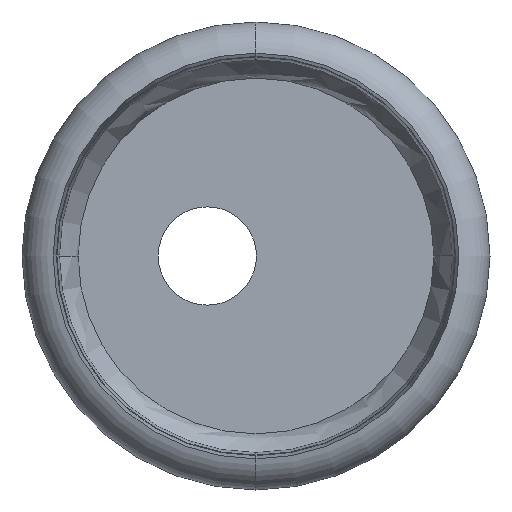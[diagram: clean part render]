
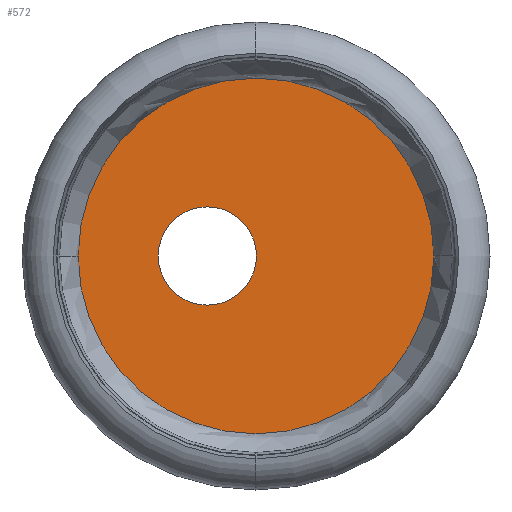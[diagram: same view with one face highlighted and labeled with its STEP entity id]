
A CAD part, left-side view. The second image highlights one B-rep face of the part: STEP entity #572.
In plain terms, the highlighted planar face has unit normal (-1, 0, 0).
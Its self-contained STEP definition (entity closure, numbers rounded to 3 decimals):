
#9 = CARTESIAN_POINT ( 'NONE',  ( -2., 19., 0. ) ) ;
#61 = CARTESIAN_POINT ( 'NONE',  ( -2., 5.2, 0. ) ) ;
#81 = AXIS2_PLACEMENT_3D ( 'NONE', #61, #1158, #948 ) ;
#103 = ORIENTED_EDGE ( 'NONE', *, *, #732, .F. ) ;
#124 = DIRECTION ( 'NONE',  ( 0., 0., 1. ) ) ;
#182 = PLANE ( 'NONE',  #683 ) ;
#218 = ORIENTED_EDGE ( 'NONE', *, *, #585, .F. ) ;
#240 = CARTESIAN_POINT ( 'NONE',  ( -2., 5.2, 0. ) ) ;
#251 = AXIS2_PLACEMENT_3D ( 'NONE', #857, #656, #557 ) ;
#279 = AXIS2_PLACEMENT_3D ( 'NONE', #240, #344, #707 ) ;
#299 = CARTESIAN_POINT ( 'NONE',  ( -2., 0., 19. ) ) ;
#323 = VERTEX_POINT ( 'NONE', #1035 ) ;
#344 = DIRECTION ( 'NONE',  ( -1., 0., 0. ) ) ;
#385 = CIRCLE ( 'NONE', #635, 19. ) ;
#397 = VERTEX_POINT ( 'NONE', #679 ) ;
#423 = EDGE_CURVE ( 'NONE', #397, #1014, #385, .T. ) ;
#443 = CIRCLE ( 'NONE', #81, 5.25 ) ;
#505 = CARTESIAN_POINT ( 'NONE',  ( -2., 5.2, 5.25 ) ) ;
#557 = DIRECTION ( 'NONE',  ( 0., 0., -1. ) ) ;
#572 = ADVANCED_FACE ( 'NONE', ( #768, #818 ), #182, .T. ) ;
#581 = ORIENTED_EDGE ( 'NONE', *, *, #751, .F. ) ;
#585 = EDGE_CURVE ( 'NONE', #1014, #397, #719, .T. ) ;
#635 = AXIS2_PLACEMENT_3D ( 'NONE', #709, #982, #1154 ) ;
#656 = DIRECTION ( 'NONE',  ( 1., 0., 0. ) ) ;
#679 = CARTESIAN_POINT ( 'NONE',  ( -2., 0., -19. ) ) ;
#683 = AXIS2_PLACEMENT_3D ( 'NONE', #9, #1128, #124 ) ;
#707 = DIRECTION ( 'NONE',  ( 0., 0., 1. ) ) ;
#709 = CARTESIAN_POINT ( 'NONE',  ( -2., 0., 0. ) ) ;
#719 = CIRCLE ( 'NONE', #251, 19. ) ;
#732 = EDGE_CURVE ( 'NONE', #323, #1141, #443, .T. ) ;
#751 = EDGE_CURVE ( 'NONE', #1141, #323, #813, .T. ) ;
#768 = FACE_BOUND ( 'NONE', #999, .T. ) ;
#771 = EDGE_LOOP ( 'NONE', ( #1157, #218 ) ) ;
#813 = CIRCLE ( 'NONE', #279, 5.25 ) ;
#818 = FACE_OUTER_BOUND ( 'NONE', #771, .T. ) ;
#857 = CARTESIAN_POINT ( 'NONE',  ( -2., 0., 0. ) ) ;
#948 = DIRECTION ( 'NONE',  ( 0., 0., 1. ) ) ;
#982 = DIRECTION ( 'NONE',  ( 1., 0., 0. ) ) ;
#999 = EDGE_LOOP ( 'NONE', ( #103, #581 ) ) ;
#1014 = VERTEX_POINT ( 'NONE', #299 ) ;
#1035 = CARTESIAN_POINT ( 'NONE',  ( -2., 5.2, -5.25 ) ) ;
#1128 = DIRECTION ( 'NONE',  ( -1., 0., 0. ) ) ;
#1141 = VERTEX_POINT ( 'NONE', #505 ) ;
#1154 = DIRECTION ( 'NONE',  ( 0., 0., -1. ) ) ;
#1157 = ORIENTED_EDGE ( 'NONE', *, *, #423, .F. ) ;
#1158 = DIRECTION ( 'NONE',  ( -1., 0., 0. ) ) ;
